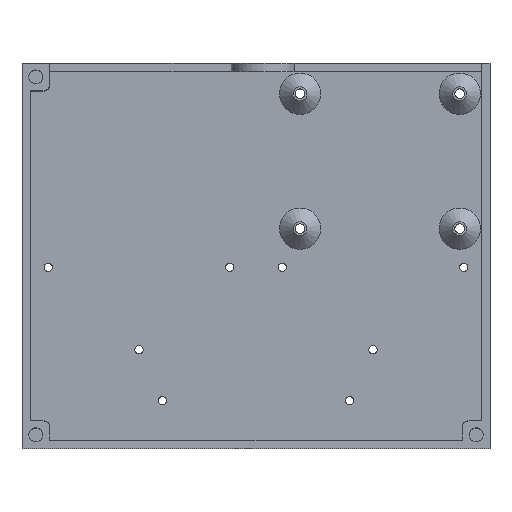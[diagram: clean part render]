
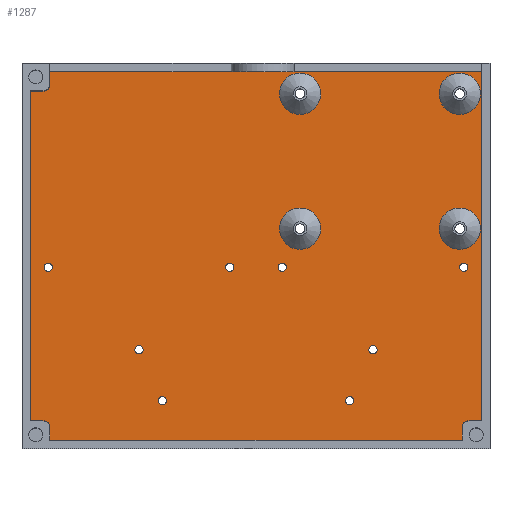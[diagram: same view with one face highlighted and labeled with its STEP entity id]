
A CAD part, top view. The second image highlights one B-rep face of the part: STEP entity #1287.
In plain terms, the highlighted planar face has unit normal (0, 0, 1).
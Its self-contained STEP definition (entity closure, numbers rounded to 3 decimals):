
#24=FACE_BOUND('',#204,.T.);
#25=FACE_BOUND('',#205,.T.);
#26=FACE_BOUND('',#206,.T.);
#27=FACE_BOUND('',#207,.T.);
#28=FACE_BOUND('',#208,.T.);
#29=FACE_BOUND('',#209,.T.);
#30=FACE_BOUND('',#210,.T.);
#31=FACE_BOUND('',#211,.T.);
#32=FACE_BOUND('',#212,.T.);
#33=FACE_BOUND('',#213,.T.);
#34=FACE_BOUND('',#214,.T.);
#35=FACE_BOUND('',#215,.T.);
#79=PLANE('',#1401);
#126=FACE_OUTER_BOUND('',#203,.T.);
#203=EDGE_LOOP('',(#941,#942,#943,#944,#945,#946,#947,#948,#949,#950,#951,
#952,#953));
#204=EDGE_LOOP('',(#954));
#205=EDGE_LOOP('',(#955));
#206=EDGE_LOOP('',(#956));
#207=EDGE_LOOP('',(#957));
#208=EDGE_LOOP('',(#958));
#209=EDGE_LOOP('',(#959));
#210=EDGE_LOOP('',(#960));
#211=EDGE_LOOP('',(#961));
#212=EDGE_LOOP('',(#962));
#213=EDGE_LOOP('',(#963));
#214=EDGE_LOOP('',(#964));
#215=EDGE_LOOP('',(#965));
#320=LINE('',#1988,#423);
#321=LINE('',#1992,#424);
#322=LINE('',#1994,#425);
#323=LINE('',#1996,#426);
#324=LINE('',#1998,#427);
#325=LINE('',#2002,#428);
#326=LINE('',#2004,#429);
#327=LINE('',#2006,#430);
#328=LINE('',#2010,#431);
#329=LINE('',#2011,#432);
#423=VECTOR('',#1608,10.);
#424=VECTOR('',#1611,10.);
#425=VECTOR('',#1612,10.);
#426=VECTOR('',#1613,10.);
#427=VECTOR('',#1614,10.);
#428=VECTOR('',#1617,10.);
#429=VECTOR('',#1618,10.);
#430=VECTOR('',#1619,10.);
#431=VECTOR('',#1622,10.);
#432=VECTOR('',#1623,10.);
#514=CIRCLE('',#1357,1.5);
#516=CIRCLE('',#1360,1.5);
#518=CIRCLE('',#1363,1.5);
#520=CIRCLE('',#1366,1.5);
#522=CIRCLE('',#1369,1.5);
#524=CIRCLE('',#1372,1.5);
#540=CIRCLE('',#1398,7.5);
#542=CIRCLE('',#1402,2.);
#543=CIRCLE('',#1403,2.);
#544=CIRCLE('',#1404,2.);
#545=CIRCLE('',#1405,7.5);
#546=CIRCLE('',#1406,1.5);
#547=CIRCLE('',#1407,1.5);
#548=CIRCLE('',#1408,7.5);
#549=CIRCLE('',#1409,7.5);
#588=VERTEX_POINT('',#1901);
#590=VERTEX_POINT('',#1907);
#592=VERTEX_POINT('',#1913);
#594=VERTEX_POINT('',#1919);
#596=VERTEX_POINT('',#1925);
#598=VERTEX_POINT('',#1931);
#614=VERTEX_POINT('',#1978);
#616=VERTEX_POINT('',#1986);
#617=VERTEX_POINT('',#1987);
#618=VERTEX_POINT('',#1989);
#619=VERTEX_POINT('',#1991);
#620=VERTEX_POINT('',#1993);
#621=VERTEX_POINT('',#1995);
#622=VERTEX_POINT('',#1997);
#623=VERTEX_POINT('',#1999);
#624=VERTEX_POINT('',#2001);
#625=VERTEX_POINT('',#2003);
#626=VERTEX_POINT('',#2005);
#627=VERTEX_POINT('',#2007);
#628=VERTEX_POINT('',#2009);
#629=VERTEX_POINT('',#2012);
#630=VERTEX_POINT('',#2014);
#631=VERTEX_POINT('',#2016);
#632=VERTEX_POINT('',#2018);
#633=VERTEX_POINT('',#2020);
#706=EDGE_CURVE('',#588,#588,#514,.T.);
#709=EDGE_CURVE('',#590,#590,#516,.T.);
#712=EDGE_CURVE('',#592,#592,#518,.T.);
#715=EDGE_CURVE('',#594,#594,#520,.T.);
#718=EDGE_CURVE('',#596,#596,#522,.T.);
#721=EDGE_CURVE('',#598,#598,#524,.T.);
#742=EDGE_CURVE('',#614,#614,#540,.T.);
#746=EDGE_CURVE('',#616,#617,#320,.T.);
#747=EDGE_CURVE('',#617,#618,#542,.T.);
#748=EDGE_CURVE('',#618,#619,#321,.T.);
#749=EDGE_CURVE('',#619,#620,#322,.T.);
#750=EDGE_CURVE('',#620,#621,#323,.T.);
#751=EDGE_CURVE('',#621,#622,#324,.T.);
#752=EDGE_CURVE('',#622,#623,#543,.T.);
#753=EDGE_CURVE('',#623,#624,#325,.T.);
#754=EDGE_CURVE('',#624,#625,#326,.T.);
#755=EDGE_CURVE('',#625,#626,#327,.T.);
#756=EDGE_CURVE('',#626,#627,#544,.T.);
#757=EDGE_CURVE('',#627,#628,#328,.T.);
#758=EDGE_CURVE('',#628,#616,#329,.T.);
#759=EDGE_CURVE('',#629,#629,#545,.T.);
#760=EDGE_CURVE('',#630,#630,#546,.T.);
#761=EDGE_CURVE('',#631,#631,#547,.T.);
#762=EDGE_CURVE('',#632,#632,#548,.T.);
#763=EDGE_CURVE('',#633,#633,#549,.T.);
#941=ORIENTED_EDGE('',*,*,#746,.T.);
#942=ORIENTED_EDGE('',*,*,#747,.T.);
#943=ORIENTED_EDGE('',*,*,#748,.T.);
#944=ORIENTED_EDGE('',*,*,#749,.T.);
#945=ORIENTED_EDGE('',*,*,#750,.T.);
#946=ORIENTED_EDGE('',*,*,#751,.T.);
#947=ORIENTED_EDGE('',*,*,#752,.T.);
#948=ORIENTED_EDGE('',*,*,#753,.T.);
#949=ORIENTED_EDGE('',*,*,#754,.T.);
#950=ORIENTED_EDGE('',*,*,#755,.T.);
#951=ORIENTED_EDGE('',*,*,#756,.T.);
#952=ORIENTED_EDGE('',*,*,#757,.T.);
#953=ORIENTED_EDGE('',*,*,#758,.T.);
#954=ORIENTED_EDGE('',*,*,#706,.T.);
#955=ORIENTED_EDGE('',*,*,#709,.T.);
#956=ORIENTED_EDGE('',*,*,#712,.T.);
#957=ORIENTED_EDGE('',*,*,#715,.T.);
#958=ORIENTED_EDGE('',*,*,#718,.T.);
#959=ORIENTED_EDGE('',*,*,#721,.T.);
#960=ORIENTED_EDGE('',*,*,#759,.T.);
#961=ORIENTED_EDGE('',*,*,#760,.T.);
#962=ORIENTED_EDGE('',*,*,#761,.T.);
#963=ORIENTED_EDGE('',*,*,#762,.T.);
#964=ORIENTED_EDGE('',*,*,#763,.T.);
#965=ORIENTED_EDGE('',*,*,#742,.T.);
#1287=ADVANCED_FACE('',(#126,#24,#25,#26,#27,#28,#29,#30,#31,#32,#33,#34,
#35),#79,.T.);
#1357=AXIS2_PLACEMENT_3D('',#1902,#1506,#1507);
#1360=AXIS2_PLACEMENT_3D('',#1908,#1513,#1514);
#1363=AXIS2_PLACEMENT_3D('',#1914,#1520,#1521);
#1366=AXIS2_PLACEMENT_3D('',#1920,#1527,#1528);
#1369=AXIS2_PLACEMENT_3D('',#1926,#1534,#1535);
#1372=AXIS2_PLACEMENT_3D('',#1932,#1541,#1542);
#1398=AXIS2_PLACEMENT_3D('',#1979,#1598,#1599);
#1401=AXIS2_PLACEMENT_3D('',#1985,#1606,#1607);
#1402=AXIS2_PLACEMENT_3D('',#1990,#1609,#1610);
#1403=AXIS2_PLACEMENT_3D('',#2000,#1615,#1616);
#1404=AXIS2_PLACEMENT_3D('',#2008,#1620,#1621);
#1405=AXIS2_PLACEMENT_3D('',#2013,#1624,#1625);
#1406=AXIS2_PLACEMENT_3D('',#2015,#1626,#1627);
#1407=AXIS2_PLACEMENT_3D('',#2017,#1628,#1629);
#1408=AXIS2_PLACEMENT_3D('',#2019,#1630,#1631);
#1409=AXIS2_PLACEMENT_3D('',#2021,#1632,#1633);
#1506=DIRECTION('center_axis',(0.,0.,-1.));
#1507=DIRECTION('ref_axis',(-1.,0.,0.));
#1513=DIRECTION('center_axis',(0.,0.,-1.));
#1514=DIRECTION('ref_axis',(-1.,0.,0.));
#1520=DIRECTION('center_axis',(0.,0.,-1.));
#1521=DIRECTION('ref_axis',(-1.,0.,0.));
#1527=DIRECTION('center_axis',(0.,0.,-1.));
#1528=DIRECTION('ref_axis',(-1.,0.,0.));
#1534=DIRECTION('center_axis',(0.,0.,-1.));
#1535=DIRECTION('ref_axis',(-1.,0.,0.));
#1541=DIRECTION('center_axis',(0.,0.,-1.));
#1542=DIRECTION('ref_axis',(-1.,0.,0.));
#1598=DIRECTION('center_axis',(0.,0.,-1.));
#1599=DIRECTION('ref_axis',(0.,-1.,0.));
#1606=DIRECTION('center_axis',(0.,0.,1.));
#1607=DIRECTION('ref_axis',(1.,0.,0.));
#1608=DIRECTION('',(0.,1.,0.));
#1609=DIRECTION('center_axis',(0.,0.,-1.));
#1610=DIRECTION('ref_axis',(0.,1.,0.));
#1611=DIRECTION('',(1.,0.,0.));
#1612=DIRECTION('',(0.,1.,0.));
#1613=DIRECTION('',(-1.,0.,0.));
#1614=DIRECTION('',(0.,-1.,0.));
#1615=DIRECTION('center_axis',(0.,0.,-1.));
#1616=DIRECTION('ref_axis',(0.,-1.,0.));
#1617=DIRECTION('',(-1.,0.,0.));
#1618=DIRECTION('',(0.,-1.,0.));
#1619=DIRECTION('',(1.,0.,0.));
#1620=DIRECTION('center_axis',(0.,0.,-1.));
#1621=DIRECTION('ref_axis',(1.,0.,0.));
#1622=DIRECTION('',(0.,-1.,0.));
#1623=DIRECTION('',(1.,0.,0.));
#1624=DIRECTION('center_axis',(0.,0.,-1.));
#1625=DIRECTION('ref_axis',(0.,-1.,0.));
#1626=DIRECTION('center_axis',(0.,0.,-1.));
#1627=DIRECTION('ref_axis',(-1.,0.,0.));
#1628=DIRECTION('center_axis',(0.,0.,-1.));
#1629=DIRECTION('ref_axis',(-1.,0.,0.));
#1630=DIRECTION('center_axis',(0.,0.,-1.));
#1631=DIRECTION('ref_axis',(0.,-1.,0.));
#1632=DIRECTION('center_axis',(0.,0.,-1.));
#1633=DIRECTION('ref_axis',(0.,-1.,0.));
#1901=CARTESIAN_POINT('',(11.,66.,3.));
#1902=CARTESIAN_POINT('Origin',(9.5,66.,3.));
#1907=CARTESIAN_POINT('',(96.,66.,3.));
#1908=CARTESIAN_POINT('Origin',(94.5,66.,3.));
#1913=CARTESIAN_POINT('',(129.,36.,3.));
#1914=CARTESIAN_POINT('Origin',(127.5,36.,3.));
#1919=CARTESIAN_POINT('',(44.,36.,3.));
#1920=CARTESIAN_POINT('Origin',(42.5,36.,3.));
#1925=CARTESIAN_POINT('',(77.,66.,3.));
#1926=CARTESIAN_POINT('Origin',(75.5,66.,3.));
#1931=CARTESIAN_POINT('',(162.,66.,3.));
#1932=CARTESIAN_POINT('Origin',(160.5,66.,3.));
#1978=CARTESIAN_POINT('',(101.,87.5,3.));
#1979=CARTESIAN_POINT('Origin',(101.,80.,3.));
#1985=CARTESIAN_POINT('Origin',(85.,70.,3.));
#1986=CARTESIAN_POINT('',(160.,3.,3.));
#1987=CARTESIAN_POINT('',(160.,8.,3.));
#1988=CARTESIAN_POINT('',(160.,39.,3.));
#1989=CARTESIAN_POINT('',(162.,10.,3.));
#1990=CARTESIAN_POINT('Origin',(162.,8.,3.));
#1991=CARTESIAN_POINT('',(167.,10.,3.));
#1992=CARTESIAN_POINT('',(126.,10.,3.));
#1993=CARTESIAN_POINT('',(167.,137.,3.));
#1994=CARTESIAN_POINT('',(167.,103.5,3.));
#1995=CARTESIAN_POINT('',(10.,137.,3.));
#1996=CARTESIAN_POINT('',(44.,137.,3.));
#1997=CARTESIAN_POINT('',(10.,132.,3.));
#1998=CARTESIAN_POINT('',(10.,101.,3.));
#1999=CARTESIAN_POINT('',(8.,130.,3.));
#2000=CARTESIAN_POINT('Origin',(8.,132.,3.));
#2001=CARTESIAN_POINT('',(3.,130.,3.));
#2002=CARTESIAN_POINT('',(44.,130.,3.));
#2003=CARTESIAN_POINT('',(3.,10.,3.));
#2004=CARTESIAN_POINT('',(3.,36.5,3.));
#2005=CARTESIAN_POINT('',(8.,10.,3.));
#2006=CARTESIAN_POINT('',(46.5,10.,3.));
#2007=CARTESIAN_POINT('',(10.,8.,3.));
#2008=CARTESIAN_POINT('Origin',(8.,8.,3.));
#2009=CARTESIAN_POINT('',(10.,3.,3.));
#2010=CARTESIAN_POINT('',(10.,36.5,3.));
#2011=CARTESIAN_POINT('',(126.,3.,3.));
#2012=CARTESIAN_POINT('',(101.,136.5,3.));
#2013=CARTESIAN_POINT('Origin',(101.,129.,3.));
#2014=CARTESIAN_POINT('',(120.5,17.5,3.));
#2015=CARTESIAN_POINT('Origin',(119.,17.5,3.));
#2016=CARTESIAN_POINT('',(52.5,17.5,3.));
#2017=CARTESIAN_POINT('Origin',(51.,17.5,3.));
#2018=CARTESIAN_POINT('',(159.,136.5,3.));
#2019=CARTESIAN_POINT('Origin',(159.,129.,3.));
#2020=CARTESIAN_POINT('',(159.,87.5,3.));
#2021=CARTESIAN_POINT('Origin',(159.,80.,3.));
